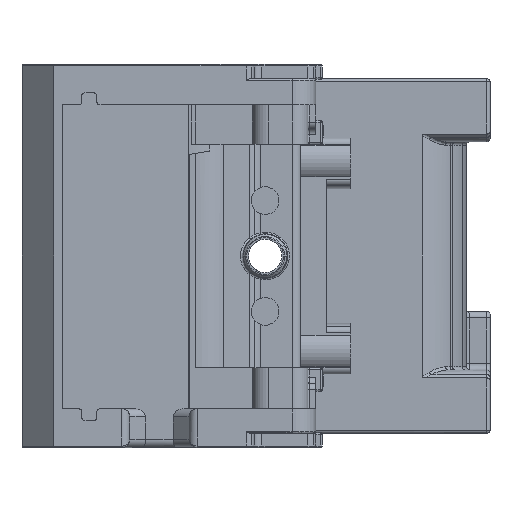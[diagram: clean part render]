
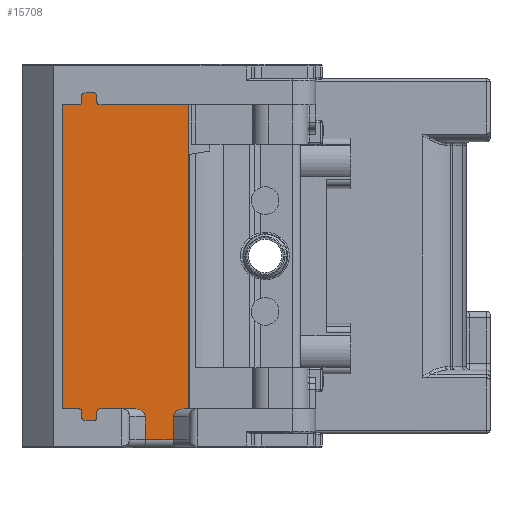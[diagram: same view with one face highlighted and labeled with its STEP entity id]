
A CAD part, front view. The second image highlights one B-rep face of the part: STEP entity #15708.
In plain terms, the highlighted planar face has unit normal (0, -1, 0).
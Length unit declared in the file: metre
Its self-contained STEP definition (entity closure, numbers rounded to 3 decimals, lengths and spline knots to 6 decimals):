
#322=PLANE('',#17650);
#526=ELLIPSE('',#17651,0.001414,0.001);
#527=ELLIPSE('',#17656,0.001414,0.001);
#1104=LINE('',#24824,#2184);
#1229=LINE('',#25454,#2309);
#1235=LINE('',#25466,#2315);
#1241=LINE('',#25478,#2321);
#1245=LINE('',#25487,#2325);
#1259=LINE('',#25527,#2339);
#1788=LINE('',#29263,#2868);
#1806=LINE('',#29321,#2886);
#1807=LINE('',#29324,#2887);
#1808=LINE('',#29326,#2888);
#1809=LINE('',#29329,#2889);
#1810=LINE('',#29330,#2890);
#1811=LINE('',#29333,#2891);
#1812=LINE('',#29336,#2892);
#1813=LINE('',#29337,#2893);
#1814=LINE('',#29340,#2894);
#2184=VECTOR('',#19110,1.);
#2309=VECTOR('',#19729,1.);
#2315=VECTOR('',#19741,1.);
#2321=VECTOR('',#19753,1.);
#2325=VECTOR('',#19763,1.);
#2339=VECTOR('',#19791,1.);
#2868=VECTOR('',#22390,1.);
#2886=VECTOR('',#22474,1.);
#2887=VECTOR('',#22475,1.);
#2888=VECTOR('',#22476,1.);
#2889=VECTOR('',#22479,1.);
#2890=VECTOR('',#22480,1.);
#2891=VECTOR('',#22483,1.);
#2892=VECTOR('',#22486,1.);
#2893=VECTOR('',#22487,1.);
#2894=VECTOR('',#22490,1.);
#7076=ORIENTED_EDGE('',*,*,#9988,.T.);
#7077=ORIENTED_EDGE('',*,*,#9989,.T.);
#7078=ORIENTED_EDGE('',*,*,#9990,.T.);
#7079=ORIENTED_EDGE('',*,*,#9991,.T.);
#7080=ORIENTED_EDGE('',*,*,#8750,.T.);
#7081=ORIENTED_EDGE('',*,*,#9958,.T.);
#7082=ORIENTED_EDGE('',*,*,#9992,.F.);
#7083=ORIENTED_EDGE('',*,*,#8702,.T.);
#7084=ORIENTED_EDGE('',*,*,#9993,.T.);
#7085=ORIENTED_EDGE('',*,*,#8706,.F.);
#7086=ORIENTED_EDGE('',*,*,#8720,.F.);
#7087=ORIENTED_EDGE('',*,*,#9994,.F.);
#7088=ORIENTED_EDGE('',*,*,#9995,.F.);
#7089=ORIENTED_EDGE('',*,*,#9996,.T.);
#7090=ORIENTED_EDGE('',*,*,#8731,.F.);
#7091=ORIENTED_EDGE('',*,*,#8726,.T.);
#7092=ORIENTED_EDGE('',*,*,#9997,.T.);
#7093=ORIENTED_EDGE('',*,*,#8699,.T.);
#7094=ORIENTED_EDGE('',*,*,#9998,.T.);
#7095=ORIENTED_EDGE('',*,*,#8697,.F.);
#7096=ORIENTED_EDGE('',*,*,#8714,.F.);
#7097=ORIENTED_EDGE('',*,*,#9999,.F.);
#7098=ORIENTED_EDGE('',*,*,#10000,.F.);
#7099=ORIENTED_EDGE('',*,*,#10001,.T.);
#7100=ORIENTED_EDGE('',*,*,#8435,.T.);
#7101=ORIENTED_EDGE('',*,*,#10002,.T.);
#8435=EDGE_CURVE('',#10705,#10704,#1104,.T.);
#8697=EDGE_CURVE('',#10855,#10854,#11998,.T.);
#8699=EDGE_CURVE('',#10857,#10856,#11999,.T.);
#8702=EDGE_CURVE('',#10859,#10858,#12000,.T.);
#8706=EDGE_CURVE('',#10861,#10860,#12001,.T.);
#8714=EDGE_CURVE('',#10866,#10855,#1229,.T.);
#8720=EDGE_CURVE('',#10869,#10861,#1235,.T.);
#8726=EDGE_CURVE('',#10873,#10872,#1241,.T.);
#8731=EDGE_CURVE('',#10873,#10874,#1245,.T.);
#8750=EDGE_CURVE('',#10879,#10893,#1259,.T.);
#9958=EDGE_CURVE('',#10893,#11550,#1788,.T.);
#9988=EDGE_CURVE('',#11559,#11560,#1806,.T.);
#9989=EDGE_CURVE('',#11560,#11561,#1807,.T.);
#9990=EDGE_CURVE('',#11561,#11562,#1808,.T.);
#9991=EDGE_CURVE('',#11562,#10879,#526,.T.);
#9992=EDGE_CURVE('',#10859,#11550,#1809,.T.);
#9993=EDGE_CURVE('',#10858,#10860,#1810,.T.);
#9994=EDGE_CURVE('',#11563,#10869,#12576,.T.);
#9995=EDGE_CURVE('',#11564,#11563,#1811,.T.);
#9996=EDGE_CURVE('',#11564,#10874,#12577,.T.);
#9997=EDGE_CURVE('',#10872,#10857,#1812,.T.);
#9998=EDGE_CURVE('',#10856,#10854,#1813,.T.);
#9999=EDGE_CURVE('',#11565,#10866,#12578,.T.);
#10000=EDGE_CURVE('',#11566,#11565,#1814,.T.);
#10001=EDGE_CURVE('',#11566,#10705,#12579,.T.);
#10002=EDGE_CURVE('',#10704,#11559,#527,.T.);
#10704=VERTEX_POINT('',#24823);
#10705=VERTEX_POINT('',#24825);
#10854=VERTEX_POINT('',#25410);
#10855=VERTEX_POINT('',#25412);
#10856=VERTEX_POINT('',#25416);
#10857=VERTEX_POINT('',#25418);
#10858=VERTEX_POINT('',#25422);
#10859=VERTEX_POINT('',#25424);
#10860=VERTEX_POINT('',#25428);
#10861=VERTEX_POINT('',#25430);
#10866=VERTEX_POINT('',#25453);
#10869=VERTEX_POINT('',#25465);
#10872=VERTEX_POINT('',#25477);
#10873=VERTEX_POINT('',#25479);
#10874=VERTEX_POINT('',#25485);
#10879=VERTEX_POINT('',#25499);
#10893=VERTEX_POINT('',#25526);
#11550=VERTEX_POINT('',#29261);
#11559=VERTEX_POINT('',#29322);
#11560=VERTEX_POINT('',#29323);
#11561=VERTEX_POINT('',#29325);
#11562=VERTEX_POINT('',#29327);
#11563=VERTEX_POINT('',#29332);
#11564=VERTEX_POINT('',#29334);
#11565=VERTEX_POINT('',#29339);
#11566=VERTEX_POINT('',#29341);
#11998=CIRCLE('',#16557,0.0004);
#11999=CIRCLE('',#16559,0.0004);
#12000=CIRCLE('',#16561,0.0004);
#12001=CIRCLE('',#16563,0.0004);
#12576=CIRCLE('',#17652,0.0004);
#12577=CIRCLE('',#17653,0.0004);
#12578=CIRCLE('',#17654,0.0004);
#12579=CIRCLE('',#17655,0.0004);
#13427=EDGE_LOOP('',(#7076,#7077,#7078,#7079,#7080,#7081,#7082,#7083,#7084,
#7085,#7086,#7087,#7088,#7089,#7090,#7091,#7092,#7093,#7094,#7095,#7096,
#7097,#7098,#7099,#7100,#7101));
#14371=FACE_BOUND('',#13427,.T.);
#15708=ADVANCED_FACE('',(#14371),#322,.F.);
#16557=AXIS2_PLACEMENT_3D('',#25413,#19698,#19699);
#16559=AXIS2_PLACEMENT_3D('',#25417,#19703,#19704);
#16561=AXIS2_PLACEMENT_3D('',#25423,#19709,#19710);
#16563=AXIS2_PLACEMENT_3D('',#25431,#19716,#19717);
#17650=AXIS2_PLACEMENT_3D('',#29320,#22472,#22473);
#17651=AXIS2_PLACEMENT_3D('',#29328,#22477,#22478);
#17652=AXIS2_PLACEMENT_3D('',#29331,#22481,#22482);
#17653=AXIS2_PLACEMENT_3D('',#29335,#22484,#22485);
#17654=AXIS2_PLACEMENT_3D('',#29338,#22488,#22489);
#17655=AXIS2_PLACEMENT_3D('',#29342,#22491,#22492);
#17656=AXIS2_PLACEMENT_3D('',#29343,#22493,#22494);
#19110=DIRECTION('',(1.,0.,0.));
#19698=DIRECTION('',(0.,1.,0.));
#19699=DIRECTION('',(1.,0.,0.));
#19703=DIRECTION('',(0.,1.,0.));
#19704=DIRECTION('',(1.,0.,0.));
#19709=DIRECTION('',(0.,1.,0.));
#19710=DIRECTION('',(1.,0.,0.));
#19716=DIRECTION('',(0.,1.,0.));
#19717=DIRECTION('',(1.,0.,0.));
#19729=DIRECTION('',(-1.,0.,0.));
#19741=DIRECTION('',(1.,0.,0.));
#19753=DIRECTION('',(0.,0.,-1.));
#19763=DIRECTION('',(1.,0.,0.));
#19791=DIRECTION('',(1.,0.,0.));
#22390=DIRECTION('',(0.,0.,1.));
#22472=DIRECTION('',(0.,1.,0.));
#22473=DIRECTION('',(1.,0.,0.));
#22474=DIRECTION('',(0.,0.,-1.));
#22475=DIRECTION('',(1.,0.,0.));
#22476=DIRECTION('',(0.,0.,1.));
#22477=DIRECTION('',(0.,1.,0.));
#22478=DIRECTION('',(1.,0.,0.));
#22479=DIRECTION('',(1.,0.,0.));
#22480=DIRECTION('',(0.,0.,1.));
#22481=DIRECTION('',(0.,1.,0.));
#22482=DIRECTION('',(1.,0.,0.));
#22483=DIRECTION('',(0.,0.,1.));
#22484=DIRECTION('',(0.,1.,0.));
#22485=DIRECTION('',(1.,0.,0.));
#22486=DIRECTION('',(1.,0.,0.));
#22487=DIRECTION('',(0.,0.,-1.));
#22488=DIRECTION('',(0.,1.,0.));
#22489=DIRECTION('',(1.,0.,0.));
#22490=DIRECTION('',(0.,0.,-1.));
#22491=DIRECTION('',(0.,1.,0.));
#22492=DIRECTION('',(1.,0.,0.));
#22493=DIRECTION('',(0.,1.,0.));
#22494=DIRECTION('',(-1.,0.,0.));
#24823=CARTESIAN_POINT('',(-0.000914,0.014102,-0.0193));
#24824=CARTESIAN_POINT('',(-0.00195,0.014102,-0.0193));
#24825=CARTESIAN_POINT('',(-0.00525,0.014102,-0.0193));
#25410=CARTESIAN_POINT('',(-0.00755,0.014102,-0.0204));
#25412=CARTESIAN_POINT('',(-0.00715,0.014102,-0.0208));
#25413=CARTESIAN_POINT('',(-0.00715,0.014102,-0.0204));
#25416=CARTESIAN_POINT('',(-0.00755,0.014102,-0.0197));
#25417=CARTESIAN_POINT('',(-0.00795,0.014102,-0.0197));
#25418=CARTESIAN_POINT('',(-0.00795,0.014102,-0.0193));
#25422=CARTESIAN_POINT('',(-0.00565,0.014102,0.0195));
#25423=CARTESIAN_POINT('',(-0.00525,0.014102,0.0195));
#25424=CARTESIAN_POINT('',(-0.00525,0.014102,0.0191));
#25428=CARTESIAN_POINT('',(-0.00565,0.014102,0.0202));
#25430=CARTESIAN_POINT('',(-0.00605,0.014102,0.0206));
#25431=CARTESIAN_POINT('',(-0.00605,0.014102,0.0202));
#25453=CARTESIAN_POINT('',(-0.00605,0.014102,-0.0208));
#25454=CARTESIAN_POINT('',(-0.0066,0.014102,-0.0208));
#25465=CARTESIAN_POINT('',(-0.00715,0.014102,0.0206));
#25466=CARTESIAN_POINT('',(-0.0066,0.014102,0.0206));
#25477=CARTESIAN_POINT('',(-0.01,0.014102,-0.0193));
#25478=CARTESIAN_POINT('',(-0.01,0.014102,-0.022575));
#25479=CARTESIAN_POINT('',(-0.01,0.014102,0.0191));
#25485=CARTESIAN_POINT('',(-0.00795,0.014102,0.0191));
#25487=CARTESIAN_POINT('',(-0.00195,0.014102,0.0191));
#25499=CARTESIAN_POINT('',(0.005414,0.014102,-0.0193));
#25526=CARTESIAN_POINT('',(0.0059,0.014102,-0.0193));
#25527=CARTESIAN_POINT('',(0.0061,0.014102,-0.0193));
#29261=CARTESIAN_POINT('',(0.0059,0.014102,0.0191));
#29263=CARTESIAN_POINT('',(0.0059,0.014102,-0.0242));
#29320=CARTESIAN_POINT('',(-0.387298,0.014102,-0.022575));
#29321=CARTESIAN_POINT('',(0.0005,0.014102,-0.0242));
#29322=CARTESIAN_POINT('',(0.0005,0.014102,-0.0203));
#29323=CARTESIAN_POINT('',(0.0005,0.014102,-0.0232));
#29324=CARTESIAN_POINT('',(0.004,0.014102,-0.0232));
#29325=CARTESIAN_POINT('',(0.004,0.014102,-0.0232));
#29326=CARTESIAN_POINT('',(0.004,0.014102,-0.022575));
#29327=CARTESIAN_POINT('',(0.004,0.014102,-0.0203));
#29328=CARTESIAN_POINT('',(0.005414,0.014102,-0.0203));
#29329=CARTESIAN_POINT('',(-0.00195,0.014102,0.0191));
#29330=CARTESIAN_POINT('',(-0.00565,0.014102,-0.022575));
#29331=CARTESIAN_POINT('',(-0.00715,0.014102,0.0202));
#29332=CARTESIAN_POINT('',(-0.00755,0.014102,0.0202));
#29333=CARTESIAN_POINT('',(-0.00755,0.014102,0.01985));
#29334=CARTESIAN_POINT('',(-0.00755,0.014102,0.0195));
#29335=CARTESIAN_POINT('',(-0.00795,0.014102,0.0195));
#29336=CARTESIAN_POINT('',(-0.00195,0.014102,-0.0193));
#29337=CARTESIAN_POINT('',(-0.00755,0.014102,-0.022575));
#29338=CARTESIAN_POINT('',(-0.00605,0.014102,-0.0204));
#29339=CARTESIAN_POINT('',(-0.00565,0.014102,-0.0204));
#29340=CARTESIAN_POINT('',(-0.00565,0.014102,-0.02005));
#29341=CARTESIAN_POINT('',(-0.00565,0.014102,-0.0197));
#29342=CARTESIAN_POINT('',(-0.00525,0.014102,-0.0197));
#29343=CARTESIAN_POINT('',(-0.000914,0.014102,-0.0203));
